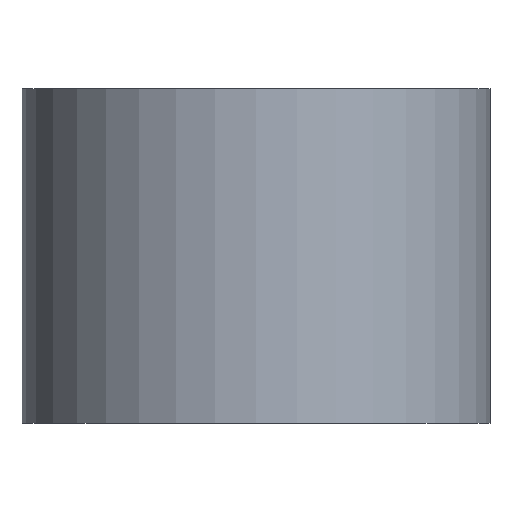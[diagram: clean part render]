
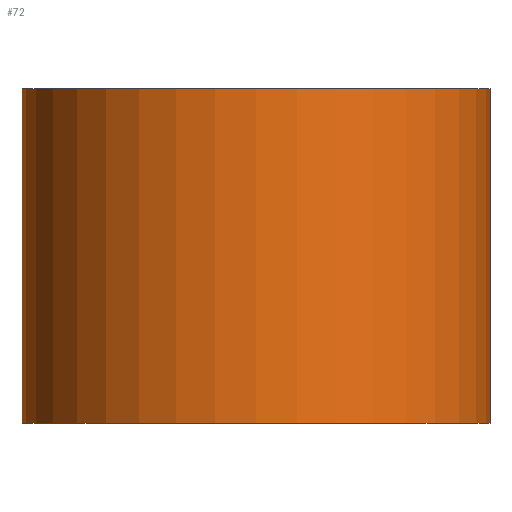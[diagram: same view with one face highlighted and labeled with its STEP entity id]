
A CAD part, front view. The second image highlights one B-rep face of the part: STEP entity #72.
In plain terms, the highlighted cylindrical face has radius 3.5 mm (diameter 7 mm), a partial arc.
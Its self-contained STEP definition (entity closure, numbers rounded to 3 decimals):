
#4 = DIRECTION ( 'NONE',  ( 1., 0., 0. ) ) ;
#9 = CARTESIAN_POINT ( 'NONE',  ( 3.5, 0., 5. ) ) ;
#17 = EDGE_LOOP ( 'NONE', ( #28, #231, #33, #227 ) ) ;
#28 = ORIENTED_EDGE ( 'NONE', *, *, #122, .F. ) ;
#31 = AXIS2_PLACEMENT_3D ( 'NONE', #282, #100, #346 ) ;
#33 = ORIENTED_EDGE ( 'NONE', *, *, #183, .T. ) ;
#34 = CARTESIAN_POINT ( 'NONE',  ( 0., 0., 0. ) ) ;
#49 = DIRECTION ( 'NONE',  ( 0., 0., 1. ) ) ;
#62 = CARTESIAN_POINT ( 'NONE',  ( -3.5, 0., 5. ) ) ;
#69 = VECTOR ( 'NONE', #365, 1000. ) ;
#72 = ADVANCED_FACE ( 'NONE', ( #277 ), #93, .T. ) ;
#78 = VERTEX_POINT ( 'NONE', #9 ) ;
#79 = CARTESIAN_POINT ( 'NONE',  ( 3.5, 0., 5. ) ) ;
#93 = CYLINDRICAL_SURFACE ( 'NONE', #31, 3.5 ) ;
#100 = DIRECTION ( 'NONE',  ( 0., 0., -1. ) ) ;
#110 = VERTEX_POINT ( 'NONE', #232 ) ;
#122 = EDGE_CURVE ( 'NONE', #78, #204, #252, .T. ) ;
#131 = CIRCLE ( 'NONE', #312, 3.5 ) ;
#136 = CIRCLE ( 'NONE', #246, 3.5 ) ;
#138 = LINE ( 'NONE', #202, #321 ) ;
#152 = EDGE_CURVE ( 'NONE', #110, #204, #131, .T. ) ;
#183 = EDGE_CURVE ( 'NONE', #364, #110, #138, .T. ) ;
#195 = DIRECTION ( 'NONE',  ( 1., 0., 0. ) ) ;
#202 = CARTESIAN_POINT ( 'NONE',  ( -3.5, 0., 5. ) ) ;
#204 = VERTEX_POINT ( 'NONE', #328 ) ;
#208 = DIRECTION ( 'NONE',  ( 0., 0., 1. ) ) ;
#227 = ORIENTED_EDGE ( 'NONE', *, *, #152, .T. ) ;
#231 = ORIENTED_EDGE ( 'NONE', *, *, #279, .F. ) ;
#232 = CARTESIAN_POINT ( 'NONE',  ( -3.5, 0., 0. ) ) ;
#236 = CARTESIAN_POINT ( 'NONE',  ( 0., 0., 5. ) ) ;
#246 = AXIS2_PLACEMENT_3D ( 'NONE', #236, #208, #4 ) ;
#252 = LINE ( 'NONE', #79, #69 ) ;
#277 = FACE_OUTER_BOUND ( 'NONE', #17, .T. ) ;
#279 = EDGE_CURVE ( 'NONE', #364, #78, #136, .T. ) ;
#282 = CARTESIAN_POINT ( 'NONE',  ( 0., 0., 5. ) ) ;
#306 = DIRECTION ( 'NONE',  ( 0., 0., -1. ) ) ;
#312 = AXIS2_PLACEMENT_3D ( 'NONE', #34, #49, #195 ) ;
#321 = VECTOR ( 'NONE', #306, 1000. ) ;
#328 = CARTESIAN_POINT ( 'NONE',  ( 3.5, 0., 0. ) ) ;
#346 = DIRECTION ( 'NONE',  ( -1., 0., 0. ) ) ;
#364 = VERTEX_POINT ( 'NONE', #62 ) ;
#365 = DIRECTION ( 'NONE',  ( 0., 0., -1. ) ) ;
